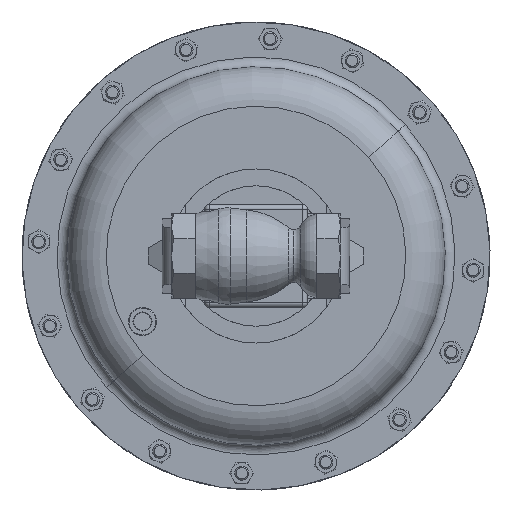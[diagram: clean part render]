
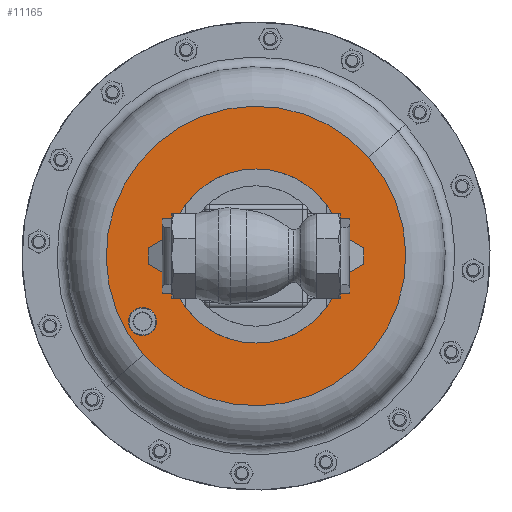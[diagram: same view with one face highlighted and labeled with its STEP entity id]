
A CAD part, front view. The second image highlights one B-rep face of the part: STEP entity #11165.
In plain terms, the highlighted planar face has unit normal (0, -1, 0).
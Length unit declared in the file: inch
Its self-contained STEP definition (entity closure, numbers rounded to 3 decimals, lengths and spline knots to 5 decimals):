
#259 = AXIS2_PLACEMENT_3D ( 'NONE', #15125, #17492, #10407 ) ;
#405 = DIRECTION ( 'NONE',  ( 0., -1., 0. ) ) ;
#842 = ORIENTED_EDGE ( 'NONE', *, *, #4973, .F. ) ;
#1257 = VERTEX_POINT ( 'NONE', #21528 ) ;
#1740 = AXIS2_PLACEMENT_3D ( 'NONE', #22284, #8259, #24655 ) ;
#2125 = AXIS2_PLACEMENT_3D ( 'NONE', #20238, #6241, #22597 ) ;
#2806 = EDGE_CURVE ( 'NONE', #1257, #12335, #15896, .T. ) ;
#2925 = VERTEX_POINT ( 'NONE', #22175 ) ;
#3733 = CARTESIAN_POINT ( 'NONE',  ( 0., 7.835, -2.325 ) ) ;
#4590 = DIRECTION ( 'NONE',  ( 0.752, 0., 0.659 ) ) ;
#4973 = EDGE_CURVE ( 'NONE', #2925, #6266, #29387, .T. ) ;
#5084 = FACE_OUTER_BOUND ( 'NONE', #14490, .T. ) ;
#6241 = DIRECTION ( 'NONE',  ( 0., 1., 0. ) ) ;
#6266 = VERTEX_POINT ( 'NONE', #3733 ) ;
#7566 = CARTESIAN_POINT ( 'NONE',  ( 0., 7.835, 0. ) ) ;
#8259 = DIRECTION ( 'NONE',  ( 0., 1., 0. ) ) ;
#9066 = EDGE_LOOP ( 'NONE', ( #17535, #842 ) ) ;
#9915 = DIRECTION ( 'NONE',  ( -0.752, 0., -0.659 ) ) ;
#10081 = ORIENTED_EDGE ( 'NONE', *, *, #13760, .T. ) ;
#10407 = DIRECTION ( 'NONE',  ( -0.752, 0., -0.659 ) ) ;
#11055 = AXIS2_PLACEMENT_3D ( 'NONE', #11909, #13334, #4590 ) ;
#11165 = ADVANCED_FACE ( 'NONE', ( #29974, #5084, #16773 ), #11490, .T. ) ;
#11490 = PLANE ( 'NONE',  #11055 ) ;
#11909 = CARTESIAN_POINT ( 'NONE',  ( -2.63738, 7.835, 3.00736 ) ) ;
#12048 = CIRCLE ( 'NONE', #2125, 0.375 ) ;
#12335 = VERTEX_POINT ( 'NONE', #26229 ) ;
#12834 = VERTEX_POINT ( 'NONE', #21336 ) ;
#13123 = EDGE_CURVE ( 'NONE', #6266, #2925, #15935, .T. ) ;
#13334 = DIRECTION ( 'NONE',  ( 0., -1., 0. ) ) ;
#13760 = EDGE_CURVE ( 'NONE', #27673, #12834, #22138, .T. ) ;
#14490 = EDGE_LOOP ( 'NONE', ( #21343, #24002 ) ) ;
#14506 = AXIS2_PLACEMENT_3D ( 'NONE', #25573, #27462, #20494 ) ;
#15125 = CARTESIAN_POINT ( 'NONE',  ( -3.03109, 7.835, -1.75 ) ) ;
#15896 = CIRCLE ( 'NONE', #24885, 4. ) ;
#15935 = CIRCLE ( 'NONE', #14506, 2.325 ) ;
#16333 = DIRECTION ( 'NONE',  ( 0., 0., -1. ) ) ;
#16735 = CARTESIAN_POINT ( 'NONE',  ( 0., 7.835, 0. ) ) ;
#16773 = FACE_BOUND ( 'NONE', #23002, .T. ) ;
#17492 = DIRECTION ( 'NONE',  ( 0., 1., 0. ) ) ;
#17535 = ORIENTED_EDGE ( 'NONE', *, *, #13123, .F. ) ;
#19499 = EDGE_CURVE ( 'NONE', #12834, #27673, #12048, .T. ) ;
#20238 = CARTESIAN_POINT ( 'NONE',  ( -3.03109, 7.835, -1.75 ) ) ;
#20494 = DIRECTION ( 'NONE',  ( 0., 0., -1. ) ) ;
#20920 = AXIS2_PLACEMENT_3D ( 'NONE', #16735, #405, #16333 ) ;
#21129 = EDGE_CURVE ( 'NONE', #12335, #1257, #28749, .T. ) ;
#21336 = CARTESIAN_POINT ( 'NONE',  ( -3.31303, 7.835, -1.99725 ) ) ;
#21343 = ORIENTED_EDGE ( 'NONE', *, *, #21129, .F. ) ;
#21528 = CARTESIAN_POINT ( 'NONE',  ( 3.00736, 7.835, 2.63738 ) ) ;
#22138 = CIRCLE ( 'NONE', #259, 0.375 ) ;
#22175 = CARTESIAN_POINT ( 'NONE',  ( 0., 7.835, 2.325 ) ) ;
#22284 = CARTESIAN_POINT ( 'NONE',  ( 0., 7.835, 0. ) ) ;
#22546 = CARTESIAN_POINT ( 'NONE',  ( -2.74915, 7.835, -1.50275 ) ) ;
#22597 = DIRECTION ( 'NONE',  ( -0.752, 0., -0.659 ) ) ;
#23002 = EDGE_LOOP ( 'NONE', ( #25500, #10081 ) ) ;
#23948 = DIRECTION ( 'NONE',  ( 0., 1., 0. ) ) ;
#24002 = ORIENTED_EDGE ( 'NONE', *, *, #2806, .F. ) ;
#24655 = DIRECTION ( 'NONE',  ( -0.752, 0., -0.659 ) ) ;
#24885 = AXIS2_PLACEMENT_3D ( 'NONE', #7566, #23948, #9915 ) ;
#25500 = ORIENTED_EDGE ( 'NONE', *, *, #19499, .T. ) ;
#25573 = CARTESIAN_POINT ( 'NONE',  ( 0., 7.835, 0. ) ) ;
#26229 = CARTESIAN_POINT ( 'NONE',  ( -3.00736, 7.835, -2.63738 ) ) ;
#27462 = DIRECTION ( 'NONE',  ( 0., -1., 0. ) ) ;
#27673 = VERTEX_POINT ( 'NONE', #22546 ) ;
#28749 = CIRCLE ( 'NONE', #1740, 4. ) ;
#29387 = CIRCLE ( 'NONE', #20920, 2.325 ) ;
#29974 = FACE_BOUND ( 'NONE', #9066, .T. ) ;
